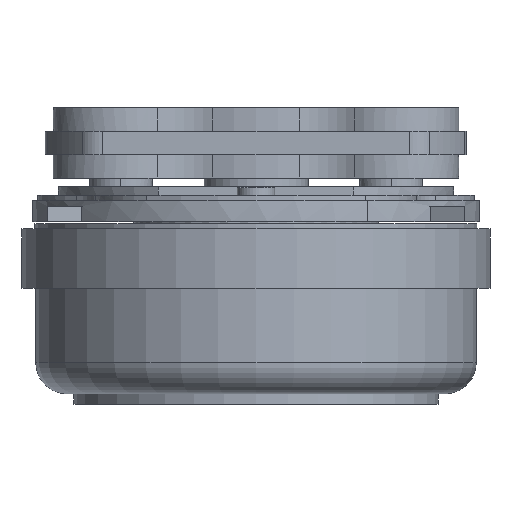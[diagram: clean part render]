
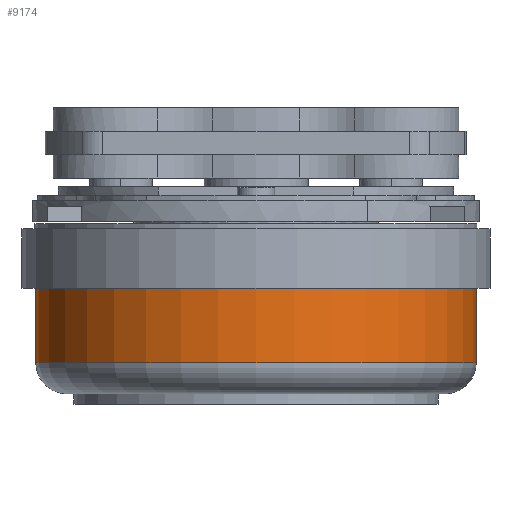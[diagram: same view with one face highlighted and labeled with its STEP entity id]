
A CAD part, front view. The second image highlights one B-rep face of the part: STEP entity #9174.
In plain terms, the highlighted cylindrical face has radius 42.35 mm (diameter 84.7 mm), a partial arc.
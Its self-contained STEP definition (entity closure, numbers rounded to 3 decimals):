
#6891 = DIRECTION ( 'NONE',  ( -1., 0., 0. ) ) ;
#6892 = DIRECTION ( 'NONE',  ( 0., 0., -1. ) ) ;
#6893 = CARTESIAN_POINT ( 'NONE',  ( 0., 0., 20.3 ) ) ;
#6894 = AXIS2_PLACEMENT_3D ( 'NONE', #6893, #6892, #6891 ) ;
#6898 = CIRCLE ( 'NONE', #6894, 42.35 ) ;
#7034 = DIRECTION ( 'NONE',  ( -1., 0., 0. ) ) ;
#7035 = DIRECTION ( 'NONE',  ( 0., 0., -1. ) ) ;
#7036 = AXIS2_PLACEMENT_3D ( 'NONE', #7037, #7035, #7034 ) ;
#7037 = CARTESIAN_POINT ( 'NONE',  ( 0., 0., 25.9 ) ) ;
#7038 = CYLINDRICAL_SURFACE ( 'NONE', #7036, 42.35 ) ;
#7039 = FACE_OUTER_BOUND ( 'NONE', #9176, .T. ) ;
#7040 = DIRECTION ( 'NONE',  ( 1., 0., 0. ) ) ;
#7041 = DIRECTION ( 'NONE',  ( 0., 0., 1. ) ) ;
#7042 = CARTESIAN_POINT ( 'NONE',  ( 0., 0., 6. ) ) ;
#7043 = AXIS2_PLACEMENT_3D ( 'NONE', #7042, #7041, #7040 ) ;
#7044 = CIRCLE ( 'NONE', #7043, 42.35 ) ;
#7385 = CARTESIAN_POINT ( 'NONE',  ( 42.35, 0., 6. ) ) ;
#7610 = CARTESIAN_POINT ( 'NONE',  ( -42.35, 0., 20.3 ) ) ;
#7612 = CARTESIAN_POINT ( 'NONE',  ( 42.35, 0., 20.3 ) ) ;
#7613 = DIRECTION ( 'NONE',  ( 0., 0., -1. ) ) ;
#7614 = VECTOR ( 'NONE', #7613, 1000. ) ;
#7615 = CARTESIAN_POINT ( 'NONE',  ( 42.35, 0., 25.9 ) ) ;
#7616 = LINE ( 'NONE', #7615, #7614 ) ;
#7618 = DIRECTION ( 'NONE',  ( 0., 0., -1. ) ) ;
#7619 = VECTOR ( 'NONE', #7618, 1000. ) ;
#7620 = CARTESIAN_POINT ( 'NONE',  ( -42.35, 0., 25.9 ) ) ;
#7621 = LINE ( 'NONE', #7620, #7619 ) ;
#7682 = CARTESIAN_POINT ( 'NONE',  ( -42.35, 0., 6. ) ) ;
#8592 = ORIENTED_EDGE ( 'NONE', *, *, #9170, .T. ) ;
#9070 = EDGE_CURVE ( 'NONE', #9467, #9471, #6898, .T. ) ;
#9164 = ORIENTED_EDGE ( 'NONE', *, *, #9498, .T. ) ;
#9170 = EDGE_CURVE ( 'NONE', #9531, #9351, #7044, .T. ) ;
#9172 = ORIENTED_EDGE ( 'NONE', *, *, #9070, .T. ) ;
#9174 = ADVANCED_FACE ( 'NONE', ( #7039 ), #7038, .T. ) ;
#9176 = EDGE_LOOP ( 'NONE', ( #9179, #9172, #9164, #8592 ) ) ;
#9179 = ORIENTED_EDGE ( 'NONE', *, *, #9465, .F. ) ;
#9351 = VERTEX_POINT ( 'NONE', #7385 ) ;
#9465 = EDGE_CURVE ( 'NONE', #9467, #9351, #7616, .T. ) ;
#9467 = VERTEX_POINT ( 'NONE', #7612 ) ;
#9471 = VERTEX_POINT ( 'NONE', #7610 ) ;
#9498 = EDGE_CURVE ( 'NONE', #9471, #9531, #7621, .T. ) ;
#9531 = VERTEX_POINT ( 'NONE', #7682 ) ;
